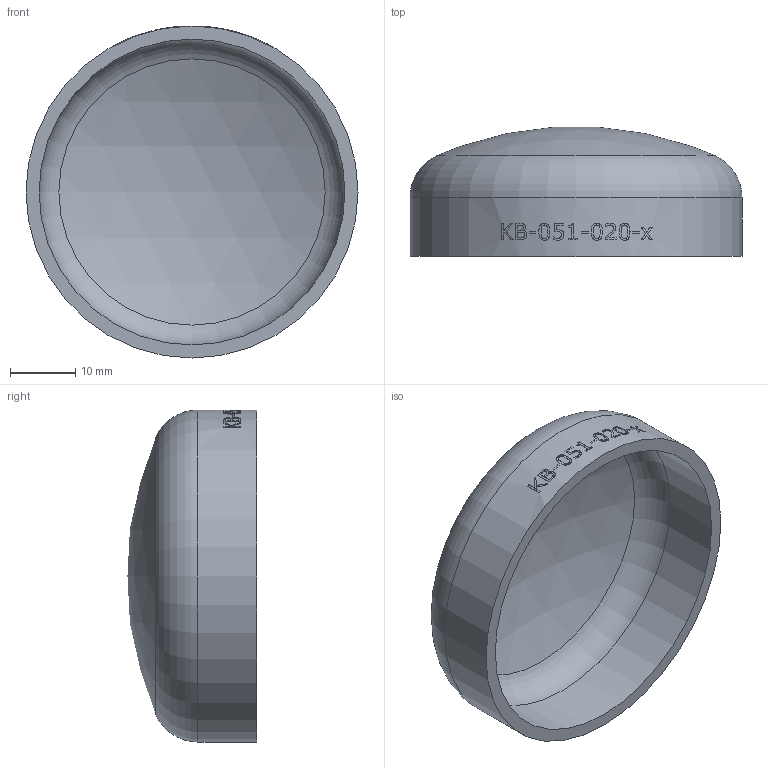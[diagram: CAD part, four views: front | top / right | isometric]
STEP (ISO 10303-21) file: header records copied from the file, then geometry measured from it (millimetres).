
FILE_DESCRIPTION (( 'STEP AP214' ), '1' );
FILE_NAME ('KB-051-020-x Klöpperboden 2001.STEP', '2020-01-21T08:52:08', ( '' ), ( '' ), 'SwSTEP 2.0', 'SolidWorks 2016', '' );
FILE_SCHEMA (( 'AUTOMOTIVE_DESIGN' ));
Length unit declared in the file: millimetre
Products named in the file (1): KB-051-020-x Klöpperboden 2001
Bounding box: 51 x 19.82 x 51 mm (x, y, z)
Volume: 7680.3 mm3; surface area: 8006.7 mm2
Topology: 1 solids, 1 shells, 166 faces, 436 edges, 290 vertices
Faces by surface type: bspline 86, plane 57, cylinder 19, torus 2, sphere 2
Full cylindrical faces by diameter (mm): 47 x1, 51 x1
Entity records: 16226 total; most frequent: CARTESIAN_POINT 11141, ORIENTED_EDGE 864, EDGE_CURVE 432, DIRECTION 388, VERTEX_POINT 290, B_SPLINE_CURVE_WITH_KNOTS 274, EDGE_LOOP 188, FACE_OUTER_BOUND 170
